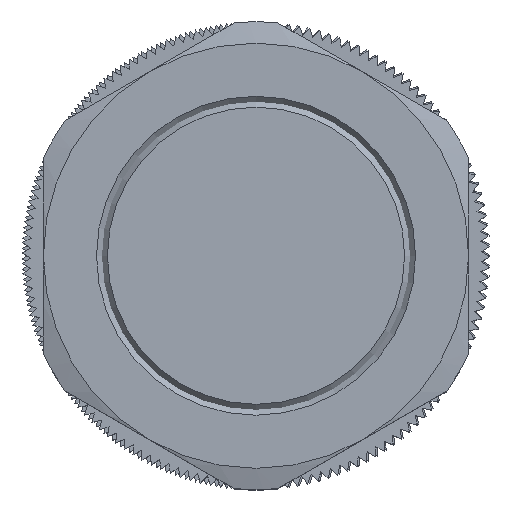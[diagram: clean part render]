
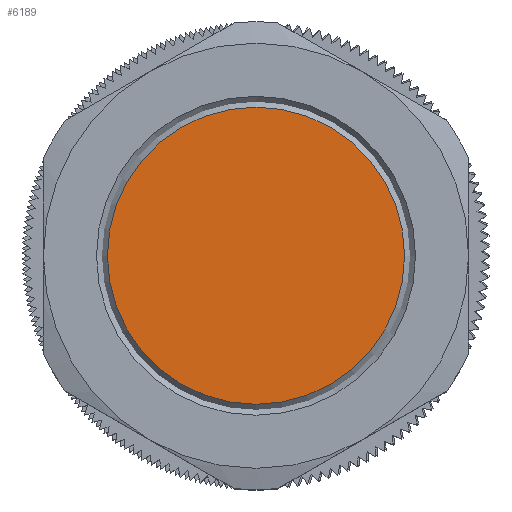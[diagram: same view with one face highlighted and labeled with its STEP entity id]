
A CAD part, top view. The second image highlights one B-rep face of the part: STEP entity #6189.
In plain terms, the highlighted face is planar.
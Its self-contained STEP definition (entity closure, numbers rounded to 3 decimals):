
#1780=PLANE('',#6542);
#2077=CIRCLE('',#6543,8.387);
#2122=ORIENTED_EDGE('',*,*,#3962,.F.);
#3962=EDGE_CURVE('',#4882,#4882,#2077,.T.);
#4882=VERTEX_POINT('',#8524);
#5496=EDGE_LOOP('',(#2122));
#5835=FACE_BOUND('',#5496,.T.);
#6189=ADVANCED_FACE('',(#5835),#1780,.F.);
#6542=AXIS2_PLACEMENT_3D('',#8522,#6919,#6920);
#6543=AXIS2_PLACEMENT_3D('',#8523,#6921,#6922);
#6919=DIRECTION('',(1.,0.,0.));
#6920=DIRECTION('',(0.,0.,-1.));
#6921=DIRECTION('',(1.,0.,0.));
#6922=DIRECTION('',(0.,0.,-1.));
#8522=CARTESIAN_POINT('',(0.,0.,0.));
#8523=CARTESIAN_POINT('',(0.,0.,0.));
#8524=CARTESIAN_POINT('',(0.,0.,-8.387));
